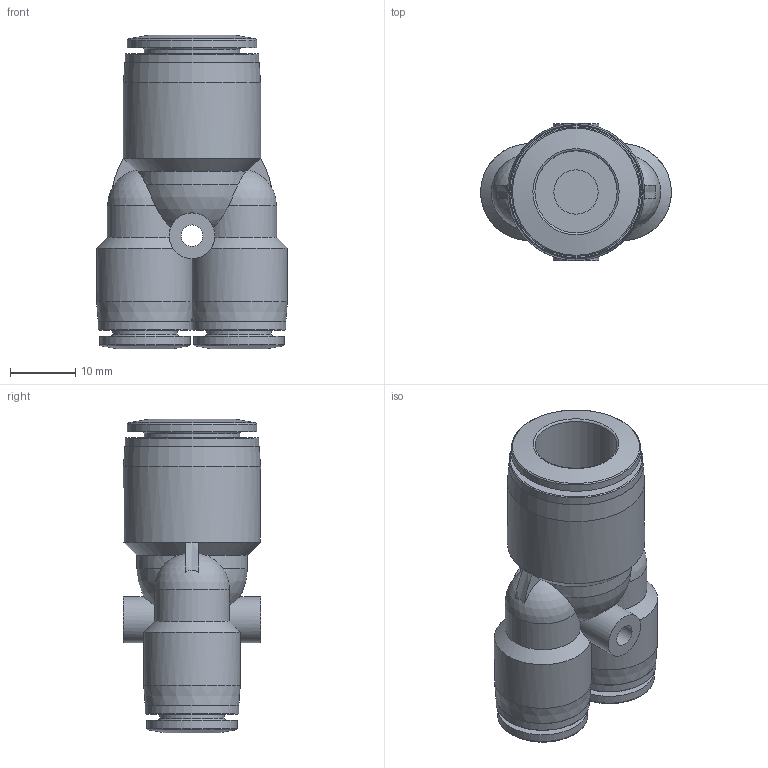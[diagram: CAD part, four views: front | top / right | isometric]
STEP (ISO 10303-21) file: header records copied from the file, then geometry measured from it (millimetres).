
FILE_DESCRIPTION(/* description */ ('STEP AP214'),/* implementation_level */ '2;1');
FILE_NAME(/* name */ '564826_QBY-1_2T-5_16-U',/* time_stamp */ '2024-09-14T05:14:26+02:00',/* author */ ('License CC BY-ND 4.0'),/* organization */ ('CADENAS'),/* preprocessor_version */ 'ST-DEVELOPER v19.3',/* originating_system */ 'PARTsolutions',/* authorisation */ ' ');
FILE_SCHEMA (('AUTOMOTIVE_DESIGN {1 0 10303 214 3 1 1}'));
Length unit declared in the file: millimetre
Products named in the file (1): 564826 QBY-1/2T-5/16-U
Bounding box: 29.2 x 21 x 48 mm (x, y, z)
Volume: 10465.5 mm3; surface area: 6981.8 mm2
Topology: 1 solids, 1 shells, 79 faces, 165 edges, 100 vertices
Faces by surface type: cylinder 27, plane 26, cone 13, torus 9, sphere 4
Full cylindrical faces by diameter (mm): 3.3 x1, 6.8 x3, 7 x2, 7.938 x2, 9.938 x2, 12.6 x1, 13.8 x2, 14.3 x2, 14.6 x1, 19.8 x1, 20.5 x1, 21 x1
Entity records: 2571 total; most frequent: CARTESIAN_POINT 451, DIRECTION 332, ORIENTED_EDGE 260, AXIS2_PLACEMENT_3D 160, EDGE_CURVE 130, EDGE_LOOP 128, FACE_BOUND 128, VERTEX_POINT 100
